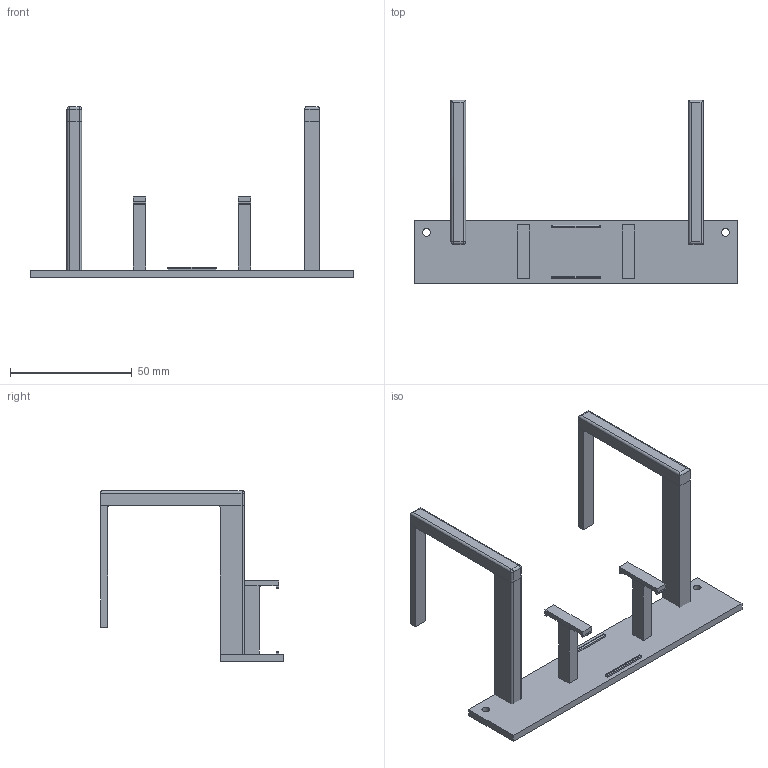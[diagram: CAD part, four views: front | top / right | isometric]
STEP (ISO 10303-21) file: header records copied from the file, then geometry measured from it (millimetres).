
FILE_DESCRIPTION(('FreeCAD Model'),'2;1');
FILE_NAME('Open CASCADE Shape Model','2023-07-21T01:57:08',('Author'),( ''),'Open CASCADE STEP processor 7.6','FreeCAD','Unknown');
FILE_SCHEMA(('AUTOMOTIVE_DESIGN { 1 0 10303 214 1 1 1 1 }'));
Length unit declared in the file: millimetre
Products named in the file (6): Battery_ESC_Holder; Baseplate; BatteryPoleLeft; BatteryPoleRight; ESCholderLeft; ESCholderRight
Assembly tree (5 placements, depth 2):
  Battery_ESC_Holder
    Baseplate
    BatteryPoleLeft
    BatteryPoleRight
    ESCholderLeft
    ESCholderRight
Bounding box: 132.5 x 75 x 70 mm (x, y, z)
Volume: 26120.9 mm3; surface area: 18562.4 mm2
Topology: 5 solids, 5 shells, 140 faces, 324 edges, 194 vertices
Faces by surface type: plane 92, cylinder 46, sphere 2
Full cylindrical faces by diameter (mm): 3.2 x2
Entity records: 8476 total; most frequent: CARTESIAN_POINT 1744, DIRECTION 1248, LINE 824, VECTOR 824, ORIENTED_EDGE 644, PCURVE 644, DEFINITIONAL_REPRESENTATION 644, EDGE_CURVE 322
